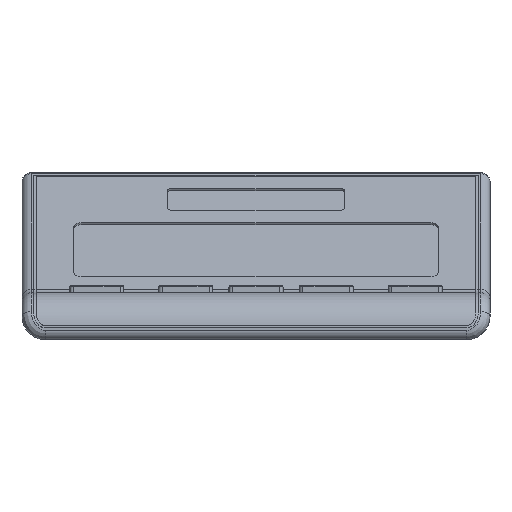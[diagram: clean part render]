
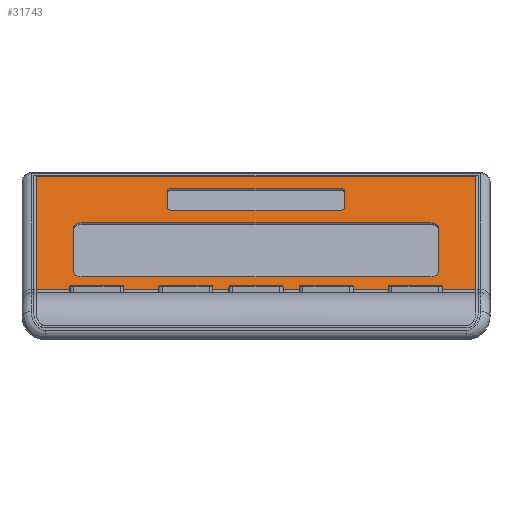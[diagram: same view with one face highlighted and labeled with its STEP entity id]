
A CAD part, left-side view. The second image highlights one B-rep face of the part: STEP entity #31743.
In plain terms, the highlighted planar face has unit normal (-0.528, 0, 0.849).
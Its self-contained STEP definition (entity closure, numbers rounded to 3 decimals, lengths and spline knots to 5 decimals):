
#2202=LINE('',#58171,#5001);
#2203=LINE('',#58174,#5002);
#2204=LINE('',#58176,#5003);
#2205=LINE('',#58178,#5004);
#2206=LINE('',#58179,#5005);
#2207=LINE('',#58184,#5006);
#2208=LINE('',#58188,#5007);
#2209=LINE('',#58192,#5008);
#2210=LINE('',#58195,#5009);
#2211=LINE('',#58200,#5010);
#2212=LINE('',#58204,#5011);
#2213=LINE('',#58208,#5012);
#5001=VECTOR('',#48415,1.);
#5002=VECTOR('',#48416,1.);
#5003=VECTOR('',#48417,1.);
#5004=VECTOR('',#48418,1.);
#5005=VECTOR('',#48419,1.);
#5006=VECTOR('',#48422,1.);
#5007=VECTOR('',#48425,1.);
#5008=VECTOR('',#48428,1.);
#5009=VECTOR('',#48431,1.);
#5010=VECTOR('',#48434,1.);
#5011=VECTOR('',#48437,1.);
#5012=VECTOR('',#48440,1.);
#8218=ORIENTED_EDGE('',*,*,#17420,.T.);
#8219=ORIENTED_EDGE('',*,*,#17421,.T.);
#8220=ORIENTED_EDGE('',*,*,#17422,.T.);
#8221=ORIENTED_EDGE('',*,*,#17423,.T.);
#8222=ORIENTED_EDGE('',*,*,#17424,.F.);
#8223=ORIENTED_EDGE('',*,*,#17425,.T.);
#8224=ORIENTED_EDGE('',*,*,#17426,.T.);
#8225=ORIENTED_EDGE('',*,*,#17427,.T.);
#8226=ORIENTED_EDGE('',*,*,#17428,.T.);
#8227=ORIENTED_EDGE('',*,*,#17429,.T.);
#8228=ORIENTED_EDGE('',*,*,#17430,.F.);
#8229=ORIENTED_EDGE('',*,*,#17431,.T.);
#8230=ORIENTED_EDGE('',*,*,#17432,.F.);
#8231=ORIENTED_EDGE('',*,*,#17433,.T.);
#8232=ORIENTED_EDGE('',*,*,#17434,.T.);
#8233=ORIENTED_EDGE('',*,*,#17435,.T.);
#8234=ORIENTED_EDGE('',*,*,#17436,.T.);
#8235=ORIENTED_EDGE('',*,*,#17437,.T.);
#8236=ORIENTED_EDGE('',*,*,#17438,.F.);
#8237=ORIENTED_EDGE('',*,*,#17439,.T.);
#17420=EDGE_CURVE('',#22021,#22022,#2202,.T.);
#17421=EDGE_CURVE('',#22022,#22023,#2203,.T.);
#17422=EDGE_CURVE('',#22023,#22024,#2204,.F.);
#17423=EDGE_CURVE('',#22024,#22021,#2205,.T.);
#17424=EDGE_CURVE('',#22025,#22026,#2206,.T.);
#17425=EDGE_CURVE('',#22025,#22027,#24123,.F.);
#17426=EDGE_CURVE('',#22027,#22028,#2207,.T.);
#17427=EDGE_CURVE('',#22028,#22029,#24124,.F.);
#17428=EDGE_CURVE('',#22029,#22030,#2208,.T.);
#17429=EDGE_CURVE('',#22030,#22031,#24125,.F.);
#17430=EDGE_CURVE('',#22032,#22031,#2209,.T.);
#17431=EDGE_CURVE('',#22032,#22026,#24126,.F.);
#17432=EDGE_CURVE('',#22033,#22034,#2210,.T.);
#17433=EDGE_CURVE('',#22033,#22035,#24127,.F.);
#17434=EDGE_CURVE('',#22035,#22036,#2211,.T.);
#17435=EDGE_CURVE('',#22036,#22037,#24128,.F.);
#17436=EDGE_CURVE('',#22037,#22038,#2212,.T.);
#17437=EDGE_CURVE('',#22038,#22039,#24129,.F.);
#17438=EDGE_CURVE('',#22040,#22039,#2213,.T.);
#17439=EDGE_CURVE('',#22040,#22034,#24130,.F.);
#22021=VERTEX_POINT('',#58172);
#22022=VERTEX_POINT('',#58173);
#22023=VERTEX_POINT('',#58175);
#22024=VERTEX_POINT('',#58177);
#22025=VERTEX_POINT('',#58180);
#22026=VERTEX_POINT('',#58181);
#22027=VERTEX_POINT('',#58183);
#22028=VERTEX_POINT('',#58185);
#22029=VERTEX_POINT('',#58187);
#22030=VERTEX_POINT('',#58189);
#22031=VERTEX_POINT('',#58191);
#22032=VERTEX_POINT('',#58193);
#22033=VERTEX_POINT('',#58196);
#22034=VERTEX_POINT('',#58197);
#22035=VERTEX_POINT('',#58199);
#22036=VERTEX_POINT('',#58201);
#22037=VERTEX_POINT('',#58203);
#22038=VERTEX_POINT('',#58205);
#22039=VERTEX_POINT('',#58207);
#22040=VERTEX_POINT('',#58209);
#24123=CIRCLE('',#44751,0.002);
#24124=CIRCLE('',#44752,0.002);
#24125=CIRCLE('',#44753,0.002);
#24126=CIRCLE('',#44754,0.002);
#24127=CIRCLE('',#44755,0.001);
#24128=CIRCLE('',#44756,0.001);
#24129=CIRCLE('',#44757,0.001);
#24130=CIRCLE('',#44758,0.001);
#25253=EDGE_LOOP('',(#8218,#8219,#8220,#8221));
#25254=EDGE_LOOP('',(#8222,#8223,#8224,#8225,#8226,#8227,#8228,#8229));
#25255=EDGE_LOOP('',(#8230,#8231,#8232,#8233,#8234,#8235,#8236,#8237));
#27222=FACE_BOUND('',#25253,.T.);
#27223=FACE_BOUND('',#25254,.T.);
#27224=FACE_BOUND('',#25255,.T.);
#29106=PLANE('',#44750);
#31743=ADVANCED_FACE('',(#27222,#27223,#27224),#29106,.T.);
#44750=AXIS2_PLACEMENT_3D('',#58170,#48413,#48414);
#44751=AXIS2_PLACEMENT_3D('',#58182,#48420,#48421);
#44752=AXIS2_PLACEMENT_3D('',#58186,#48423,#48424);
#44753=AXIS2_PLACEMENT_3D('',#58190,#48426,#48427);
#44754=AXIS2_PLACEMENT_3D('',#58194,#48429,#48430);
#44755=AXIS2_PLACEMENT_3D('',#58198,#48432,#48433);
#44756=AXIS2_PLACEMENT_3D('',#58202,#48435,#48436);
#44757=AXIS2_PLACEMENT_3D('',#58206,#48438,#48439);
#44758=AXIS2_PLACEMENT_3D('',#58210,#48441,#48442);
#48413=DIRECTION('',(-0.528,0.,0.849));
#48414=DIRECTION('',(0.849,0.,0.528));
#48415=DIRECTION('',(0.,1.,0.));
#48416=DIRECTION('',(-0.849,0.,-0.528));
#48417=DIRECTION('',(0.,1.,0.));
#48418=DIRECTION('',(0.849,0.,0.528));
#48419=DIRECTION('',(0.,-1.,0.));
#48420=DIRECTION('',(-0.528,0.,0.849));
#48421=DIRECTION('',(0.849,0.,0.528));
#48422=DIRECTION('',(0.849,0.,0.528));
#48423=DIRECTION('',(-0.528,0.,0.849));
#48424=DIRECTION('',(0.849,0.,0.528));
#48425=DIRECTION('',(0.,-1.,0.));
#48426=DIRECTION('',(-0.528,0.,0.849));
#48427=DIRECTION('',(0.849,0.,0.528));
#48428=DIRECTION('',(0.849,0.,0.528));
#48429=DIRECTION('',(-0.528,0.,0.849));
#48430=DIRECTION('',(0.849,0.,0.528));
#48431=DIRECTION('',(-0.849,0.,-0.528));
#48432=DIRECTION('',(-0.528,0.,0.849));
#48433=DIRECTION('',(0.849,0.,0.528));
#48434=DIRECTION('',(0.,-1.,0.));
#48435=DIRECTION('',(-0.528,0.,0.849));
#48436=DIRECTION('',(0.849,0.,0.528));
#48437=DIRECTION('',(-0.849,0.,-0.528));
#48438=DIRECTION('',(-0.528,0.,0.849));
#48439=DIRECTION('',(0.849,0.,0.528));
#48440=DIRECTION('',(0.,-1.,0.));
#48441=DIRECTION('',(-0.528,0.,0.849));
#48442=DIRECTION('',(0.849,0.,0.528));
#58170=CARTESIAN_POINT('',(0.06843,-0.05,0.02325));
#58171=CARTESIAN_POINT('',(0.08717,0.,0.03491));
#58172=CARTESIAN_POINT('',(0.08717,-0.047,0.03491));
#58173=CARTESIAN_POINT('',(0.08717,0.047,0.03491));
#58174=CARTESIAN_POINT('',(0.06776,0.047,0.02283));
#58175=CARTESIAN_POINT('',(0.04836,0.047,0.01075));
#58176=CARTESIAN_POINT('',(0.04836,-0.05,0.01075));
#58177=CARTESIAN_POINT('',(0.04836,-0.047,0.01075));
#58178=CARTESIAN_POINT('',(0.06776,-0.047,0.02283));
#58179=CARTESIAN_POINT('',(0.0526,0.,0.0134));
#58180=CARTESIAN_POINT('',(0.0526,0.037,0.0134));
#58181=CARTESIAN_POINT('',(0.0526,-0.037,0.0134));
#58182=CARTESIAN_POINT('',(0.0543,0.037,0.01445));
#58183=CARTESIAN_POINT('',(0.0543,0.039,0.01445));
#58184=CARTESIAN_POINT('',(0.06194,0.039,0.01921));
#58185=CARTESIAN_POINT('',(0.06958,0.039,0.02396));
#58186=CARTESIAN_POINT('',(0.06958,0.037,0.02396));
#58187=CARTESIAN_POINT('',(0.07128,0.037,0.02502));
#58188=CARTESIAN_POINT('',(0.07128,0.,0.02502));
#58189=CARTESIAN_POINT('',(0.07128,-0.037,0.02502));
#58190=CARTESIAN_POINT('',(0.06958,-0.037,0.02396));
#58191=CARTESIAN_POINT('',(0.06958,-0.039,0.02396));
#58192=CARTESIAN_POINT('',(0.06194,-0.039,0.01921));
#58193=CARTESIAN_POINT('',(0.0543,-0.039,0.01445));
#58194=CARTESIAN_POINT('',(0.0543,-0.037,0.01445));
#58195=CARTESIAN_POINT('',(0.07923,0.019,0.02996));
#58196=CARTESIAN_POINT('',(0.08208,0.019,0.03174));
#58197=CARTESIAN_POINT('',(0.07637,0.019,0.02819));
#58198=CARTESIAN_POINT('',(0.08208,0.018,0.03174));
#58199=CARTESIAN_POINT('',(0.08292,0.018,0.03226));
#58200=CARTESIAN_POINT('',(0.08292,0.,0.03226));
#58201=CARTESIAN_POINT('',(0.08292,-0.018,0.03226));
#58202=CARTESIAN_POINT('',(0.08208,-0.018,0.03174));
#58203=CARTESIAN_POINT('',(0.08208,-0.019,0.03174));
#58204=CARTESIAN_POINT('',(0.07923,-0.019,0.02996));
#58205=CARTESIAN_POINT('',(0.07637,-0.019,0.02819));
#58206=CARTESIAN_POINT('',(0.07637,-0.018,0.02819));
#58207=CARTESIAN_POINT('',(0.07553,-0.018,0.02766));
#58208=CARTESIAN_POINT('',(0.07553,0.,0.02766));
#58209=CARTESIAN_POINT('',(0.07553,0.018,0.02766));
#58210=CARTESIAN_POINT('',(0.07637,0.018,0.02819));
